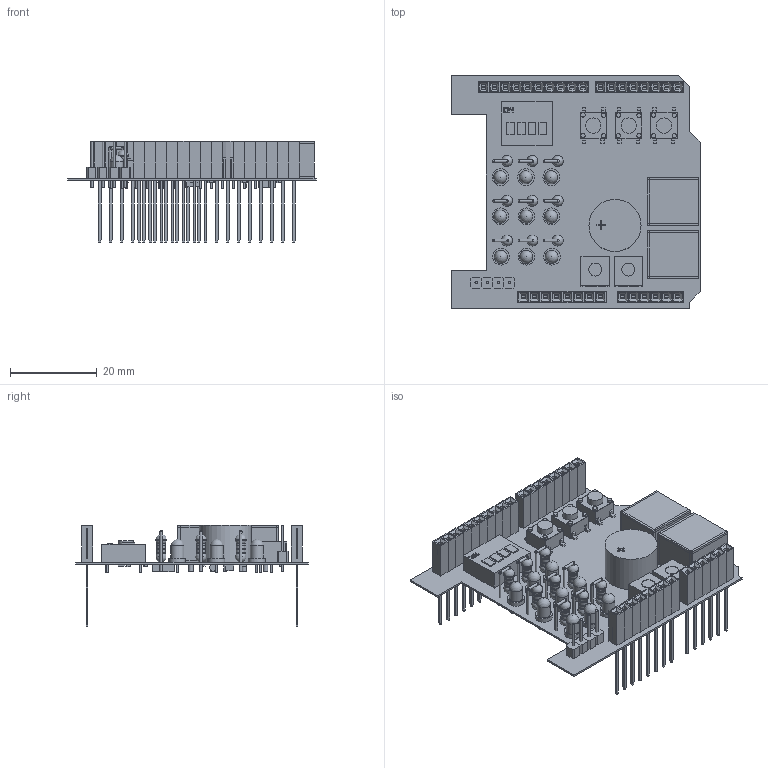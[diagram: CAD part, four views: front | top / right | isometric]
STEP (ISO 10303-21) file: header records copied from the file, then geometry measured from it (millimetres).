
FILE_DESCRIPTION(('Open CASCADE Model'),'2;1');
FILE_NAME('Open CASCADE Shape Model','2017-04-21T14:55:57',('Author'),( 'Open CASCADE'),'Open CASCADE STEP processor 6.2','Open CASCADE 6.2' ,'Unknown');
FILE_SCHEMA(('AUTOMOTIVE_DESIGN { 1 0 10303 214 1 1 1 1 }'));
Length unit declared in the file: millimetre
Products named in the file (176): PCB; Board; U3; 450922144; Extruded; U2; 450948384; U1; 450944544; Cylinder; 450944672; 450944800; 450817088; S4; 450912928; 450931872; 450916768; 450915232; 450938784; 450803424; S3; 450945568; 450938528; 857013632; 450946336; 857013520; 450943392; S2; S1; R20; 857012512; 857012624; 857012736; 857012848; 857012960; Sphere; 857013072; 450812944; 857013184; 857013296 ...
Assembly tree (473 placements, depth 4):
  PCB
    Board
    U3
      450922144
        Extruded
    U2
      450948384
        Extruded
    U1
      450944544
        Cylinder
      450944672
        Extruded
      450944800
        Extruded
      450817088  x2
        Cylinder
    S4
      450912928
        Extruded
      450931872
        Extruded
      450916768
        Extruded
      450915232  x4
        Extruded
      450938784
        Extruded
      450803424  x8
        Cylinder
    S3
      450945568  x4
        Extruded
      450938528  x4
        Extruded
      857013632  x4
        Cylinder
      450946336
        Extruded
      857013520
        Cylinder
      450943392
        Extruded
    S2
      450943392
        Extruded
      857013520
        Cylinder
      450946336
        Extruded
      857013632  x4
        Cylinder
      450945568  x4
        Extruded
      450938528  x4
        Extruded
    S1
      450945568  x4
        Extruded
      450938528  x4
Bounding box: 57.19 x 53.48 x 23.45 mm (x, y, z)
Volume: 5976.9 mm3; surface area: 20691.1 mm2
Topology: 379 solids, 379 shells, 2564 faces, 5464 edges, 3600 vertices
Faces by surface type: plane 2137, cylinder 382, sphere 45
Full cylindrical faces by diameter (mm): 0.5 x32, 0.6 x33, 1 x20, 1.4 x1, 1.44 x1, 1.6 x2, 2 x9, 2.04 x27, 2.54 x9, 3 x11, 3.5 x3, 3.85 x9, 12 x1
Entity records: 29483 total; most frequent: CARTESIAN_POINT 4655, DIRECTION 4316, LINE 2310, VECTOR 2310, ORIENTED_EDGE 1752, PCURVE 1752, DEFINITIONAL_REPRESENTATION 1752, AXIS2_PLACEMENT_3D 991
